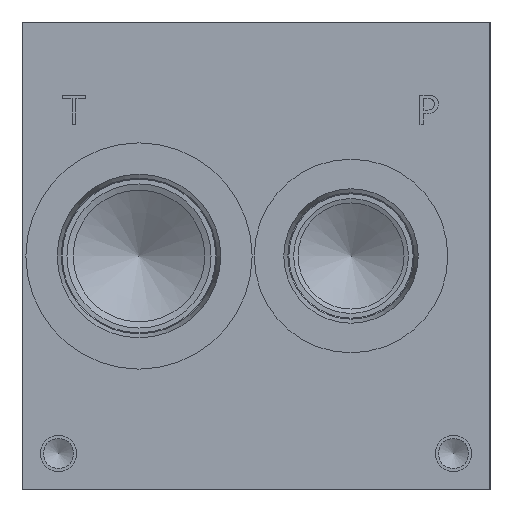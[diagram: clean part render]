
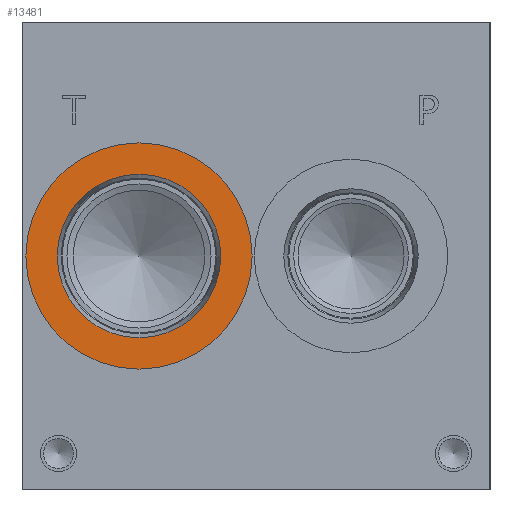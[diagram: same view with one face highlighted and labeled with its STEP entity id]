
A CAD part, left-side view. The second image highlights one B-rep face of the part: STEP entity #13481.
In plain terms, the highlighted planar face has unit normal (-1, 0, 0).
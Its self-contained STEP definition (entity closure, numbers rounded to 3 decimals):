
#311=CIRCLE('',#14178,24.562);
#312=CIRCLE('',#14179,24.562);
#313=CIRCLE('',#14181,17.755);
#314=CIRCLE('',#14182,17.755);
#1064=FACE_BOUND('',#2472,.T.);
#1694=FACE_OUTER_BOUND('',#2471,.T.);
#2471=EDGE_LOOP('',(#11449,#11450));
#2472=EDGE_LOOP('',(#11451,#11452));
#6162=VERTEX_POINT('',#22897);
#6163=VERTEX_POINT('',#22899);
#6164=VERTEX_POINT('',#22903);
#6165=VERTEX_POINT('',#22904);
#7981=EDGE_CURVE('',#6162,#6163,#311,.T.);
#7982=EDGE_CURVE('',#6163,#6162,#312,.T.);
#7983=EDGE_CURVE('',#6164,#6165,#313,.T.);
#7984=EDGE_CURVE('',#6165,#6164,#314,.T.);
#11449=ORIENTED_EDGE('',*,*,#7982,.F.);
#11450=ORIENTED_EDGE('',*,*,#7981,.F.);
#11451=ORIENTED_EDGE('',*,*,#7983,.T.);
#11452=ORIENTED_EDGE('',*,*,#7984,.T.);
#12365=PLANE('',#14180);
#13481=ADVANCED_FACE('',(#1694,#1064),#12365,.F.);
#14178=AXIS2_PLACEMENT_3D('',#22900,#16750,#16751);
#14179=AXIS2_PLACEMENT_3D('',#22901,#16752,#16753);
#14180=AXIS2_PLACEMENT_3D('',#22902,#16754,#16755);
#14181=AXIS2_PLACEMENT_3D('',#22905,#16756,#16757);
#14182=AXIS2_PLACEMENT_3D('',#22906,#16758,#16759);
#16750=DIRECTION('center_axis',(1.,0.,0.));
#16751=DIRECTION('ref_axis',(0.,0.,-1.));
#16752=DIRECTION('center_axis',(1.,0.,0.));
#16753=DIRECTION('ref_axis',(0.,0.,-1.));
#16754=DIRECTION('center_axis',(1.,0.,0.));
#16755=DIRECTION('ref_axis',(0.,0.,-1.));
#16756=DIRECTION('center_axis',(1.,0.,0.));
#16757=DIRECTION('ref_axis',(0.,0.,-1.));
#16758=DIRECTION('center_axis',(1.,0.,0.));
#16759=DIRECTION('ref_axis',(0.,0.,-1.));
#22897=CARTESIAN_POINT('',(0.787,76.2,26.238));
#22899=CARTESIAN_POINT('',(0.787,76.2,75.362));
#22900=CARTESIAN_POINT('Origin',(0.787,76.2,50.8));
#22901=CARTESIAN_POINT('Origin',(0.787,76.2,50.8));
#22902=CARTESIAN_POINT('Origin',(0.787,76.2,68.555));
#22903=CARTESIAN_POINT('',(0.787,76.2,68.555));
#22904=CARTESIAN_POINT('',(0.787,76.2,33.045));
#22905=CARTESIAN_POINT('Origin',(0.787,76.2,50.8));
#22906=CARTESIAN_POINT('Origin',(0.787,76.2,50.8));
